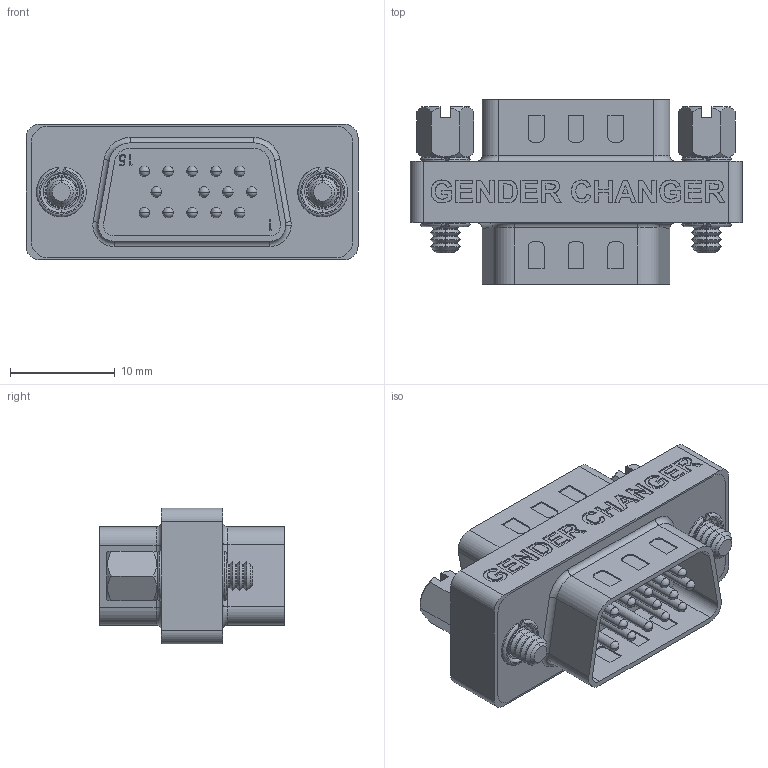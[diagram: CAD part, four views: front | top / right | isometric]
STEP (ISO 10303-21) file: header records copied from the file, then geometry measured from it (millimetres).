
FILE_DESCRIPTION (( 'STEP AP203' ), '1' );
FILE_NAME ('DGBV15M.STEP', '2006-06-23T18:38:44', ( 'lcom' ), ( 'lcom' ), 'SwSTEP 2.0', 'SolidWorks 2006004', '' );
FILE_SCHEMA (( 'CONFIG_CONTROL_DESIGN' ));
Length unit declared in the file: inch
Products named in the file (4): SDH15P_DGBV19M; DGBV15M; DGBV15MF-MA1_GENDER CHANGER; 3AA05-002
Assembly tree (5 placements, depth 2):
  DGBV15M
    SDH15P_DGBV19M  x2
    3AA05-002  x2
    DGBV15MF-MA1_GENDER CHANGER
Bounding box: 31.75 x 17.65 x 12.95 mm (x, y, z)
Volume: 3658.9 mm3; surface area: 5181.1 mm2
Topology: 5 solids, 5 shells, 895 faces, 2338 edges, 1488 vertices
Faces by surface type: plane 427, cylinder 208, bspline 114, sphere 68, cone 56, torus 22
Entity records: 28402 total; most frequent: CARTESIAN_POINT 13515, ORIENTED_EDGE 3124, DIRECTION 2692, EDGE_CURVE 1562, VECTOR 1014, LINE 1014, VERTEX_POINT 1014, AXIS2_PLACEMENT_3D 839
